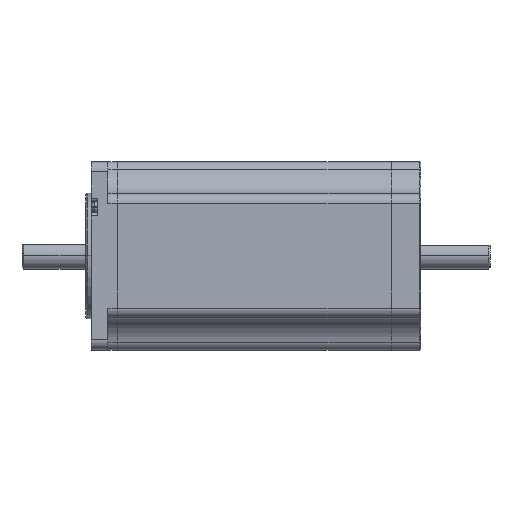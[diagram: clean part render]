
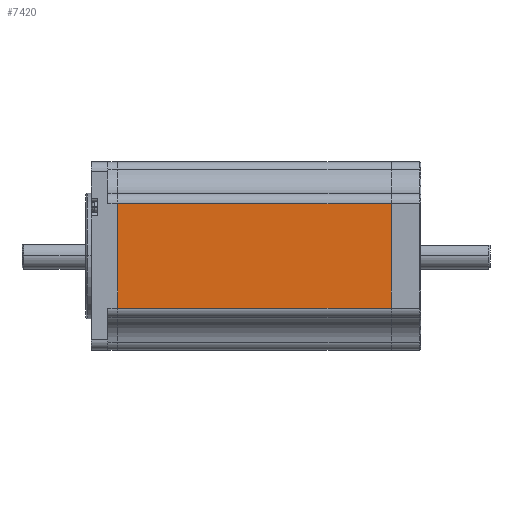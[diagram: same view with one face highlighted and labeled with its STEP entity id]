
A CAD part, top view. The second image highlights one B-rep face of the part: STEP entity #7420.
In plain terms, the highlighted planar face has unit normal (0, 0, 1).
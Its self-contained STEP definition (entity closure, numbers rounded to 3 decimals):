
#76 = DIRECTION ( 'NONE',  ( 0., 1., 0. ) ) ;
#917 = CARTESIAN_POINT ( 'NONE',  ( -9., -15.851, 28.5 ) ) ;
#1233 = AXIS2_PLACEMENT_3D ( 'NONE', #1845, #8466, #4186 ) ;
#1253 = VECTOR ( 'NONE', #8212, 1000. ) ;
#1340 = VERTEX_POINT ( 'NONE', #6231 ) ;
#1428 = ORIENTED_EDGE ( 'NONE', *, *, #9645, .T. ) ;
#1696 = LINE ( 'NONE', #2358, #10065 ) ;
#1697 = EDGE_CURVE ( 'NONE', #4705, #9613, #7200, .T. ) ;
#1845 = CARTESIAN_POINT ( 'NONE',  ( -9., -28.5, 28.5 ) ) ;
#2358 = CARTESIAN_POINT ( 'NONE',  ( -9., -28.5, 28.5 ) ) ;
#2980 = LINE ( 'NONE', #7173, #9391 ) ;
#3603 = VECTOR ( 'NONE', #5506, 1000. ) ;
#4186 = DIRECTION ( 'NONE',  ( 1., 0., 0. ) ) ;
#4614 = ORIENTED_EDGE ( 'NONE', *, *, #9544, .T. ) ;
#4705 = VERTEX_POINT ( 'NONE', #5826 ) ;
#4902 = LINE ( 'NONE', #9962, #1253 ) ;
#5506 = DIRECTION ( 'NONE',  ( 1., 0., 0. ) ) ;
#5826 = CARTESIAN_POINT ( 'NONE',  ( -92., -15.851, 28.5 ) ) ;
#5927 = EDGE_LOOP ( 'NONE', ( #9178, #4614, #5985, #1428 ) ) ;
#5985 = ORIENTED_EDGE ( 'NONE', *, *, #1697, .T. ) ;
#6231 = CARTESIAN_POINT ( 'NONE',  ( -9., 15.851, 28.5 ) ) ;
#6553 = EDGE_CURVE ( 'NONE', #1340, #6897, #4902, .T. ) ;
#6897 = VERTEX_POINT ( 'NONE', #8243 ) ;
#7173 = CARTESIAN_POINT ( 'NONE',  ( -92., -28.5, 28.5 ) ) ;
#7200 = LINE ( 'NONE', #10403, #3603 ) ;
#7420 = ADVANCED_FACE ( 'NONE', ( #7600 ), #10021, .T. ) ;
#7600 = FACE_OUTER_BOUND ( 'NONE', #5927, .T. ) ;
#7865 = DIRECTION ( 'NONE',  ( 0., -1., 0. ) ) ;
#8212 = DIRECTION ( 'NONE',  ( -1., 0., 0. ) ) ;
#8243 = CARTESIAN_POINT ( 'NONE',  ( -92., 15.851, 28.5 ) ) ;
#8466 = DIRECTION ( 'NONE',  ( 0., 0., 1. ) ) ;
#9178 = ORIENTED_EDGE ( 'NONE', *, *, #6553, .T. ) ;
#9391 = VECTOR ( 'NONE', #7865, 1000. ) ;
#9544 = EDGE_CURVE ( 'NONE', #6897, #4705, #2980, .T. ) ;
#9613 = VERTEX_POINT ( 'NONE', #917 ) ;
#9645 = EDGE_CURVE ( 'NONE', #9613, #1340, #1696, .T. ) ;
#9962 = CARTESIAN_POINT ( 'NONE',  ( -9., 15.851, 28.5 ) ) ;
#10021 = PLANE ( 'NONE',  #1233 ) ;
#10065 = VECTOR ( 'NONE', #76, 1000. ) ;
#10403 = CARTESIAN_POINT ( 'NONE',  ( 0., -15.851, 28.5 ) ) ;
